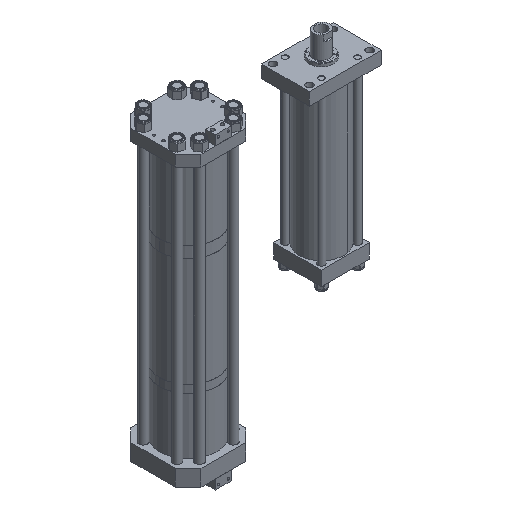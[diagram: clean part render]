
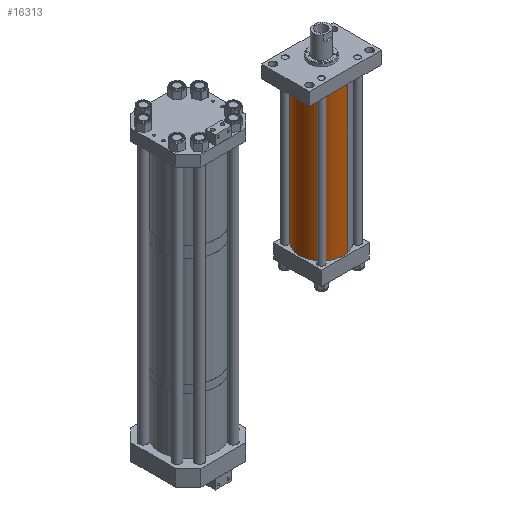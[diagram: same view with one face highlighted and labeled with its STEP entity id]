
A CAD part, isometric view. The second image highlights one B-rep face of the part: STEP entity #16313.
In plain terms, the highlighted cylindrical face has radius 88.9 mm (diameter 177.8 mm), a partial arc.
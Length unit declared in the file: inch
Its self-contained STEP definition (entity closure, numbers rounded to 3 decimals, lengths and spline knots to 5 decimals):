
#74 = VERTEX_POINT ( 'NONE', #13330 ) ;
#348 = CIRCLE ( 'NONE', #9761, 3.5 ) ;
#438 = ORIENTED_EDGE ( 'NONE', *, *, #3209, .F. ) ;
#797 = DIRECTION ( 'NONE',  ( -1., 0., 0. ) ) ;
#1420 = CARTESIAN_POINT ( 'NONE',  ( 0., 0., 23.188 ) ) ;
#1504 = DIRECTION ( 'NONE',  ( 1., 0., 0. ) ) ;
#1520 = VECTOR ( 'NONE', #4163, 39.37008 ) ;
#1537 = CIRCLE ( 'NONE', #9982, 3.5 ) ;
#3209 = EDGE_CURVE ( 'NONE', #74, #8445, #348, .T. ) ;
#3379 = LINE ( 'NONE', #14931, #10101 ) ;
#4139 = CARTESIAN_POINT ( 'NONE',  ( 0., 0., 0. ) ) ;
#4163 = DIRECTION ( 'NONE',  ( 0., 0., -1. ) ) ;
#4598 = EDGE_LOOP ( 'NONE', ( #9807, #438, #7644, #5203 ) ) ;
#4980 = CARTESIAN_POINT ( 'NONE',  ( 3.5, 0., 0. ) ) ;
#5203 = ORIENTED_EDGE ( 'NONE', *, *, #5234, .T. ) ;
#5234 = EDGE_CURVE ( 'NONE', #15024, #14968, #1537, .T. ) ;
#5709 = DIRECTION ( 'NONE',  ( 0., 0., -1. ) ) ;
#6870 = CYLINDRICAL_SURFACE ( 'NONE', #11819, 3.5 ) ;
#7644 = ORIENTED_EDGE ( 'NONE', *, *, #8610, .T. ) ;
#8445 = VERTEX_POINT ( 'NONE', #14855 ) ;
#8610 = EDGE_CURVE ( 'NONE', #74, #15024, #14265, .T. ) ;
#9643 = DIRECTION ( 'NONE',  ( 0., 0., 1. ) ) ;
#9673 = CARTESIAN_POINT ( 'NONE',  ( -3.5, 0., 23.188 ) ) ;
#9761 = AXIS2_PLACEMENT_3D ( 'NONE', #1420, #17721, #13727 ) ;
#9807 = ORIENTED_EDGE ( 'NONE', *, *, #12122, .F. ) ;
#9982 = AXIS2_PLACEMENT_3D ( 'NONE', #4139, #9643, #1504 ) ;
#10101 = VECTOR ( 'NONE', #5709, 39.37008 ) ;
#10567 = DIRECTION ( 'NONE',  ( 0., 0., -1. ) ) ;
#11819 = AXIS2_PLACEMENT_3D ( 'NONE', #16026, #10567, #797 ) ;
#12122 = EDGE_CURVE ( 'NONE', #8445, #14968, #3379, .T. ) ;
#13330 = CARTESIAN_POINT ( 'NONE',  ( -3.5, 0., 23.188 ) ) ;
#13727 = DIRECTION ( 'NONE',  ( 1., 0., 0. ) ) ;
#14000 = FACE_OUTER_BOUND ( 'NONE', #4598, .T. ) ;
#14265 = LINE ( 'NONE', #9673, #1520 ) ;
#14855 = CARTESIAN_POINT ( 'NONE',  ( 3.5, 0., 23.188 ) ) ;
#14931 = CARTESIAN_POINT ( 'NONE',  ( 3.5, 0., 23.188 ) ) ;
#14968 = VERTEX_POINT ( 'NONE', #4980 ) ;
#15024 = VERTEX_POINT ( 'NONE', #16254 ) ;
#16026 = CARTESIAN_POINT ( 'NONE',  ( 0., 0., 23.188 ) ) ;
#16254 = CARTESIAN_POINT ( 'NONE',  ( -3.5, 0., 0. ) ) ;
#16313 = ADVANCED_FACE ( 'NONE', ( #14000 ), #6870, .T. ) ;
#17721 = DIRECTION ( 'NONE',  ( 0., 0., 1. ) ) ;
